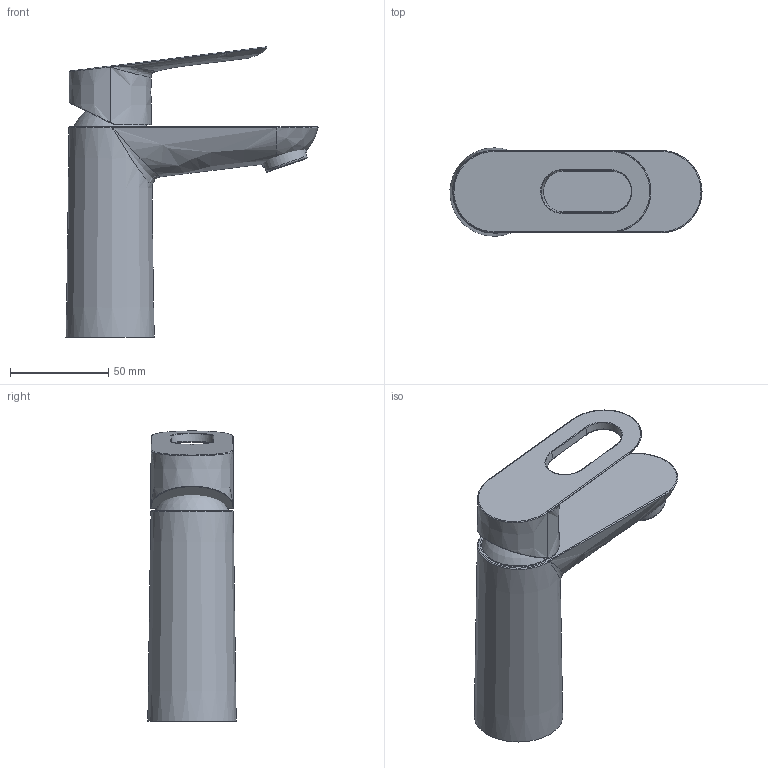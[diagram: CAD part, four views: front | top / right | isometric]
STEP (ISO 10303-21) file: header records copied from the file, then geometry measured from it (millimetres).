
FILE_DESCRIPTION(/* description */ ('Unknown'),/* implementation_level */ '2;1');
FILE_NAME(/* name */ '23351000',/* time_stamp */ '2022-09-10T05:12:31+02:00',/* author */ ('Unknown'),/* organization */ ('GROHE AG'),/* preprocessor_version */ 'ST-DEVELOPER v16.7',/* originating_system */ 'DEX',/* authorisation */ $);
FILE_SCHEMA (('AUTOMOTIVE_DESIGN {1 0 10303 214 3 1 1}'));
Length unit declared in the file: millimetre
Products named in the file (3): 23351000; id11; xshell#6
Assembly tree (2 placements, depth 2):
  23351000
    id11
    xshell#6
Bounding box: 128.29 x 44.97 x 147.67 mm (x, y, z)
Surface area: 38321.3 mm2 (no closed solid volume)
Topology: 0 solids, 5 shells, 67 faces, 168 edges, 102 vertices
Faces by surface type: bspline 40, plane 14, cylinder 6, torus 3, cone 3, sphere 1
Full cylindrical faces by diameter (mm): 23.6 x1
Entity records: 5038 total; most frequent: CARTESIAN_POINT 3528, ORIENTED_EDGE 295, EDGE_CURVE 157, B_SPLINE_CURVE_WITH_KNOTS 129, DIRECTION 102, VERTEX_POINT 97, EDGE_LOOP 73, FACE_BOUND 73
